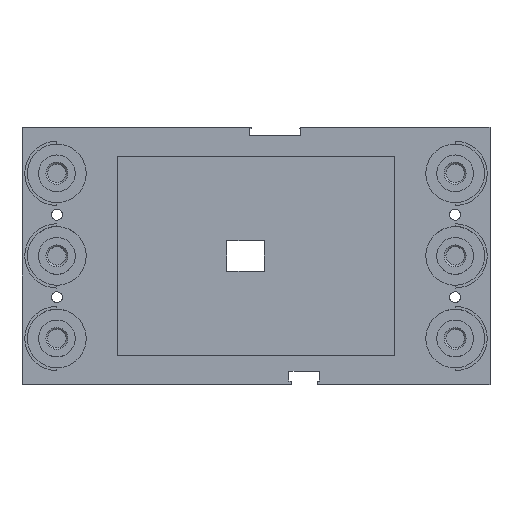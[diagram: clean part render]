
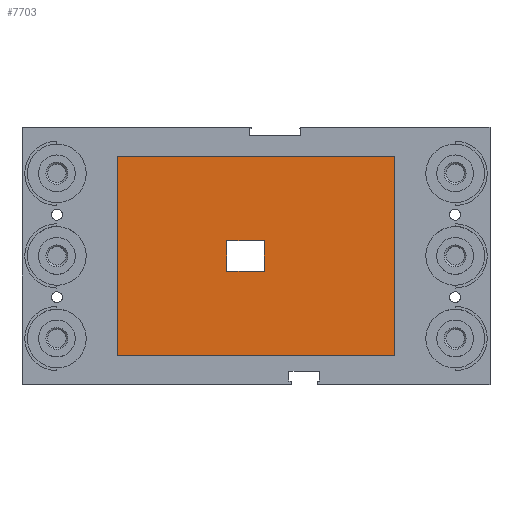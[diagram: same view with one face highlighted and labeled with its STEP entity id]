
A CAD part, top view. The second image highlights one B-rep face of the part: STEP entity #7703.
In plain terms, the highlighted planar face has unit normal (0, 0, 1).
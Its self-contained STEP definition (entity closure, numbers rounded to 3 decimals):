
#338 = VERTEX_POINT ( 'NONE', #5889 ) ;
#565 = EDGE_LOOP ( 'NONE', ( #11141, #3139, #13360, #13170 ) ) ;
#735 = EDGE_CURVE ( 'NONE', #5942, #9420, #5999, .T. ) ;
#854 = DIRECTION ( 'NONE',  ( 0., 1., 0. ) ) ;
#999 = ORIENTED_EDGE ( 'NONE', *, *, #2837, .T. ) ;
#1360 = CARTESIAN_POINT ( 'NONE',  ( 4.507, -8.392, 11. ) ) ;
#1454 = CARTESIAN_POINT ( 'NONE',  ( -15.869, 8.392, 11. ) ) ;
#1862 = CARTESIAN_POINT ( 'NONE',  ( -15.869, -8.392, 11. ) ) ;
#1898 = VERTEX_POINT ( 'NONE', #5907 ) ;
#2025 = VECTOR ( 'NONE', #6481, 1000. ) ;
#2186 = CARTESIAN_POINT ( 'NONE',  ( -75.474, -54.007, 11. ) ) ;
#2309 = DIRECTION ( 'NONE',  ( 1., 0., 0. ) ) ;
#2369 = EDGE_LOOP ( 'NONE', ( #7923, #4234, #999, #7477 ) ) ;
#2618 = VERTEX_POINT ( 'NONE', #11614 ) ;
#2645 = VECTOR ( 'NONE', #14075, 1000. ) ;
#2773 = CARTESIAN_POINT ( 'NONE',  ( 0., 0., 11. ) ) ;
#2837 = EDGE_CURVE ( 'NONE', #9775, #1898, #9000, .T. ) ;
#3139 = ORIENTED_EDGE ( 'NONE', *, *, #735, .T. ) ;
#3533 = CARTESIAN_POINT ( 'NONE',  ( 75.474, -54.007, 11. ) ) ;
#3916 = LINE ( 'NONE', #2186, #2025 ) ;
#4056 = CARTESIAN_POINT ( 'NONE',  ( 75.474, -54.007, 11. ) ) ;
#4150 = CARTESIAN_POINT ( 'NONE',  ( -75.474, 54.007, 11. ) ) ;
#4234 = ORIENTED_EDGE ( 'NONE', *, *, #12865, .T. ) ;
#5064 = VECTOR ( 'NONE', #6255, 1000. ) ;
#5308 = CARTESIAN_POINT ( 'NONE',  ( 4.507, -8.392, 11. ) ) ;
#5682 = DIRECTION ( 'NONE',  ( -1., 0., 0. ) ) ;
#5875 = FACE_OUTER_BOUND ( 'NONE', #2369, .T. ) ;
#5889 = CARTESIAN_POINT ( 'NONE',  ( 4.507, 8.392, 11. ) ) ;
#5907 = CARTESIAN_POINT ( 'NONE',  ( 75.474, 54.007, 11. ) ) ;
#5942 = VERTEX_POINT ( 'NONE', #5308 ) ;
#5953 = EDGE_CURVE ( 'NONE', #9420, #11306, #6691, .T. ) ;
#5999 = LINE ( 'NONE', #6918, #12201 ) ;
#6009 = PLANE ( 'NONE',  #8813 ) ;
#6255 = DIRECTION ( 'NONE',  ( 0., 1., 0. ) ) ;
#6481 = DIRECTION ( 'NONE',  ( 0., -1., 0. ) ) ;
#6691 = LINE ( 'NONE', #1862, #8414 ) ;
#6918 = CARTESIAN_POINT ( 'NONE',  ( -15.869, -8.392, 11. ) ) ;
#7109 = CARTESIAN_POINT ( 'NONE',  ( -15.869, -8.392, 11. ) ) ;
#7266 = LINE ( 'NONE', #11870, #2645 ) ;
#7410 = EDGE_CURVE ( 'NONE', #1898, #9530, #7266, .T. ) ;
#7477 = ORIENTED_EDGE ( 'NONE', *, *, #7410, .T. ) ;
#7703 = ADVANCED_FACE ( 'NONE', ( #5875, #13448 ), #6009, .T. ) ;
#7923 = ORIENTED_EDGE ( 'NONE', *, *, #9639, .T. ) ;
#7961 = CARTESIAN_POINT ( 'NONE',  ( -15.869, 8.392, 11. ) ) ;
#8334 = EDGE_CURVE ( 'NONE', #11306, #338, #10999, .T. ) ;
#8371 = DIRECTION ( 'NONE',  ( 1., 0., 0. ) ) ;
#8414 = VECTOR ( 'NONE', #854, 1000. ) ;
#8813 = AXIS2_PLACEMENT_3D ( 'NONE', #2773, #9440, #8371 ) ;
#9000 = LINE ( 'NONE', #4056, #5064 ) ;
#9420 = VERTEX_POINT ( 'NONE', #7109 ) ;
#9440 = DIRECTION ( 'NONE',  ( 0., 0., 1. ) ) ;
#9530 = VERTEX_POINT ( 'NONE', #4150 ) ;
#9639 = EDGE_CURVE ( 'NONE', #9530, #2618, #3916, .T. ) ;
#9775 = VERTEX_POINT ( 'NONE', #3533 ) ;
#9929 = CARTESIAN_POINT ( 'NONE',  ( 75.474, -54.007, 11. ) ) ;
#10134 = DIRECTION ( 'NONE',  ( 0., -1., 0. ) ) ;
#10224 = DIRECTION ( 'NONE',  ( 1., 0., 0. ) ) ;
#10999 = LINE ( 'NONE', #1454, #12546 ) ;
#11141 = ORIENTED_EDGE ( 'NONE', *, *, #12228, .T. ) ;
#11306 = VERTEX_POINT ( 'NONE', #7961 ) ;
#11445 = LINE ( 'NONE', #9929, #12151 ) ;
#11614 = CARTESIAN_POINT ( 'NONE',  ( -75.474, -54.007, 11. ) ) ;
#11870 = CARTESIAN_POINT ( 'NONE',  ( 75.474, 54.007, 11. ) ) ;
#12151 = VECTOR ( 'NONE', #2309, 1000. ) ;
#12201 = VECTOR ( 'NONE', #5682, 1000. ) ;
#12228 = EDGE_CURVE ( 'NONE', #338, #5942, #13206, .T. ) ;
#12494 = VECTOR ( 'NONE', #10134, 1000. ) ;
#12546 = VECTOR ( 'NONE', #10224, 1000. ) ;
#12865 = EDGE_CURVE ( 'NONE', #2618, #9775, #11445, .T. ) ;
#13170 = ORIENTED_EDGE ( 'NONE', *, *, #8334, .T. ) ;
#13206 = LINE ( 'NONE', #1360, #12494 ) ;
#13360 = ORIENTED_EDGE ( 'NONE', *, *, #5953, .T. ) ;
#13448 = FACE_BOUND ( 'NONE', #565, .T. ) ;
#14075 = DIRECTION ( 'NONE',  ( -1., 0., 0. ) ) ;
